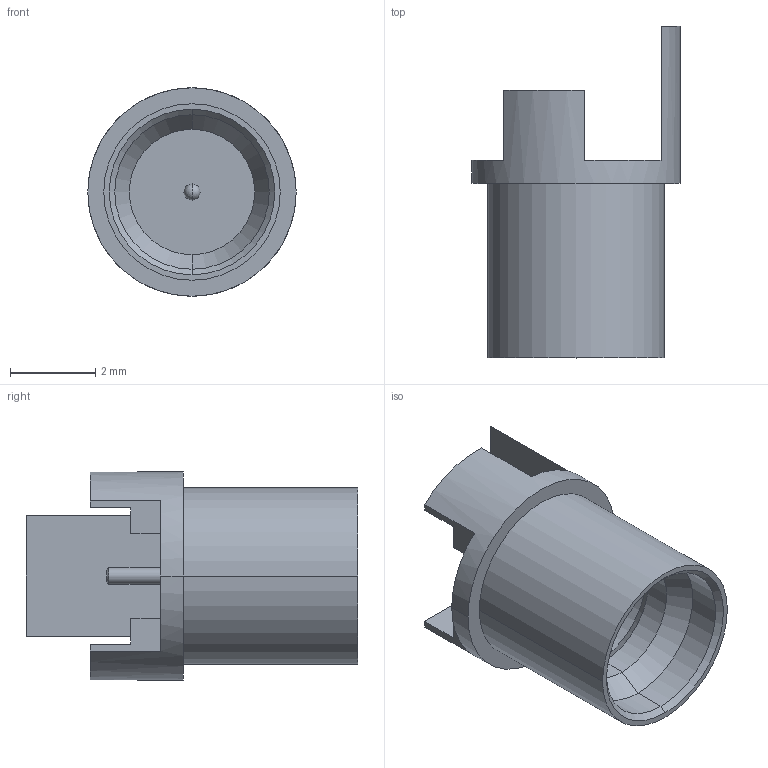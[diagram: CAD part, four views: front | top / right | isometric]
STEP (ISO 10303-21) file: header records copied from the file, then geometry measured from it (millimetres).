
FILE_DESCRIPTION((''),'2;1');
FILE_NAME('SMP1251A1-002-3GT5GP-_SW0001','2019-11-27T',('Kaviyarasan'),(''),'CREO PARAMETRIC BY PTC INC, 2018360','CREO PARAMETRIC BY PTC INC, 2018360','');
FILE_SCHEMA(('CONFIG_CONTROL_DESIGN'));
Length unit declared in the file: millimetre
Products named in the file (1): SMP1251A1-002-3GT5GP-_SW0001
Bounding box: 4.9 x 7.8 x 4.9 mm (x, y, z)
Volume: 50.5 mm3; surface area: 165.8 mm2
Topology: 1 solids, 1 shells, 43 faces, 100 edges, 61 vertices
Faces by surface type: plane 19, cylinder 14, cone 8, sphere 2
Entity records: 1246 total; most frequent: DIRECTION 224, CARTESIAN_POINT 202, ORIENTED_EDGE 196, EDGE_CURVE 98, AXIS2_PLACEMENT_3D 83, VERTEX_POINT 61, VECTOR 58, LINE 58
